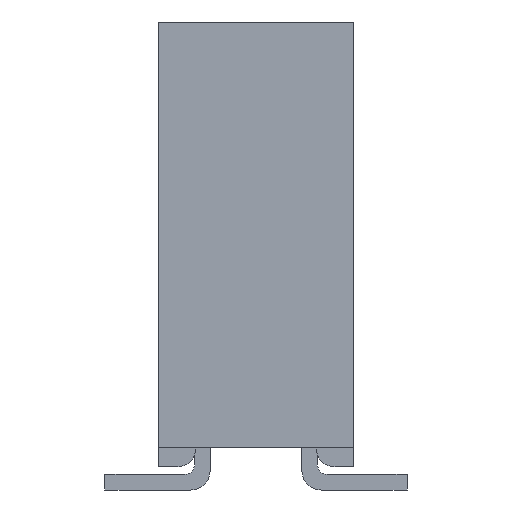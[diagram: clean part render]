
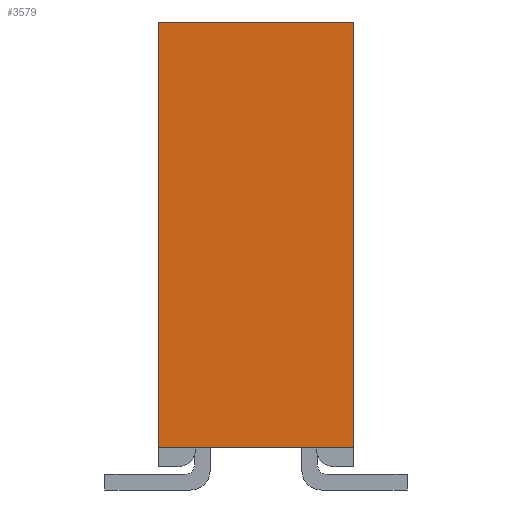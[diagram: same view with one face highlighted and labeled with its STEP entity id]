
A CAD part, left-side view. The second image highlights one B-rep face of the part: STEP entity #3579.
In plain terms, the highlighted planar face has unit normal (-1, 0, 0).
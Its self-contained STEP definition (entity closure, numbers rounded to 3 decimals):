
#3579 = ADVANCED_FACE('',(#3580),#3614,.F.);
#3580 = FACE_BOUND('',#3581,.T.);
#3581 = EDGE_LOOP('',(#3582,#3592,#3600,#3608));
#3582 = ORIENTED_EDGE('',*,*,#3583,.T.);
#3583 = EDGE_CURVE('',#3584,#3586,#3588,.T.);
#3584 = VERTEX_POINT('',#3585);
#3585 = CARTESIAN_POINT('',(-11.557,5.791,-1.27));
#3586 = VERTEX_POINT('',#3587);
#3587 = CARTESIAN_POINT('',(-11.557,0.254,-1.27));
#3588 = LINE('',#3589,#3590);
#3589 = CARTESIAN_POINT('',(-11.557,5.791,-1.27));
#3590 = VECTOR('',#3591,1.);
#3591 = DIRECTION('',(0.,-1.,0.));
#3592 = ORIENTED_EDGE('',*,*,#3593,.T.);
#3593 = EDGE_CURVE('',#3586,#3594,#3596,.T.);
#3594 = VERTEX_POINT('',#3595);
#3595 = CARTESIAN_POINT('',(-11.557,0.254,1.27));
#3596 = LINE('',#3597,#3598);
#3597 = CARTESIAN_POINT('',(-11.557,0.254,-0.787));
#3598 = VECTOR('',#3599,1.);
#3599 = DIRECTION('',(0.,0.,1.));
#3600 = ORIENTED_EDGE('',*,*,#3601,.F.);
#3601 = EDGE_CURVE('',#3602,#3594,#3604,.T.);
#3602 = VERTEX_POINT('',#3603);
#3603 = CARTESIAN_POINT('',(-11.557,5.791,1.27));
#3604 = LINE('',#3605,#3606);
#3605 = CARTESIAN_POINT('',(-11.557,5.791,1.27));
#3606 = VECTOR('',#3607,1.);
#3607 = DIRECTION('',(0.,-1.,0.));
#3608 = ORIENTED_EDGE('',*,*,#3609,.F.);
#3609 = EDGE_CURVE('',#3584,#3602,#3610,.T.);
#3610 = LINE('',#3611,#3612);
#3611 = CARTESIAN_POINT('',(-11.557,5.791,-1.27));
#3612 = VECTOR('',#3613,1.);
#3613 = DIRECTION('',(0.,0.,1.));
#3614 = PLANE('',#3615);
#3615 = AXIS2_PLACEMENT_3D('',#3616,#3617,#3618);
#3616 = CARTESIAN_POINT('',(-11.557,5.791,-1.27));
#3617 = DIRECTION('',(1.,0.,0.));
#3618 = DIRECTION('',(0.,0.,-1.));
